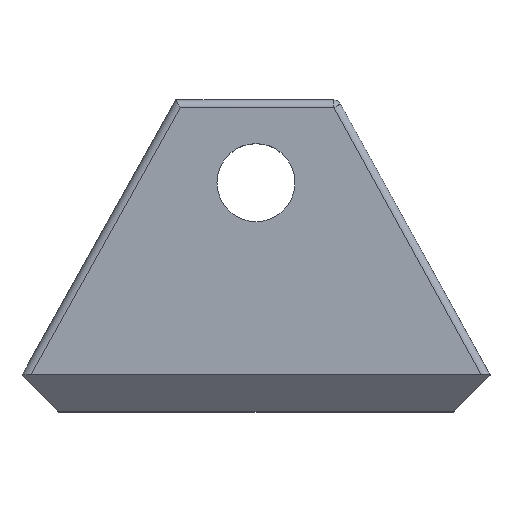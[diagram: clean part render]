
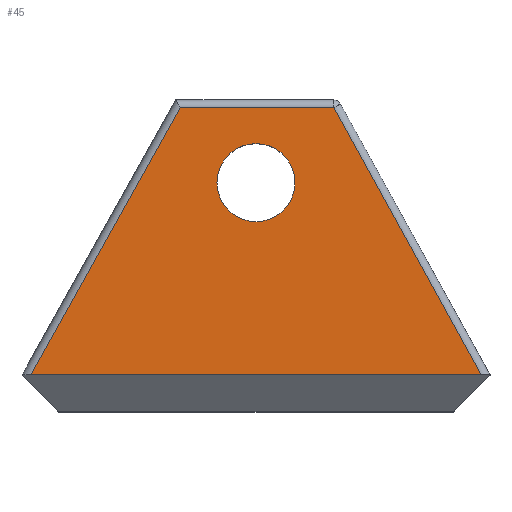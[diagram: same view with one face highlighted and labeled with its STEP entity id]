
A CAD part, top view. The second image highlights one B-rep face of the part: STEP entity #45.
In plain terms, the highlighted planar face has unit normal (0, 0, 1).
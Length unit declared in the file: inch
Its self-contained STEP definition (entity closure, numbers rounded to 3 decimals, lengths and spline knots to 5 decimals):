
#8 = ORIENTED_EDGE ( 'NONE', *, *, #637, .T. ) ;
#17 = ORIENTED_EDGE ( 'NONE', *, *, #701, .T. ) ;
#44 = VERTEX_POINT ( 'NONE', #412 ) ;
#45 = ADVANCED_FACE ( 'NONE', ( #413, #414 ), #417, .F. ) ;
#63 = VERTEX_POINT ( 'NONE', #506 ) ;
#74 = VERTEX_POINT ( 'NONE', #173 ) ;
#80 = LINE ( 'NONE', #81, #82 ) ;
#81 = CARTESIAN_POINT ( 'NONE',  ( 1.9842, 1.73886, 0. ) ) ;
#82 = VECTOR ( 'NONE', #83, 39.37008 ) ;
#83 = DIRECTION ( 'NONE',  ( -0.483, 0.876, 0. ) ) ;
#124 = CARTESIAN_POINT ( 'NONE',  ( 1.01545, 1.713, 0. ) ) ;
#173 = CARTESIAN_POINT ( 'NONE',  ( 2.9429, 0., 0. ) ) ;
#184 = EDGE_CURVE ( 'NONE', #522, #63, #287, .T. ) ;
#205 = CIRCLE ( 'NONE', #206, 0.25 ) ;
#206 = AXIS2_PLACEMENT_3D ( 'NONE', #207, #208, #209 ) ;
#207 = CARTESIAN_POINT ( 'NONE',  ( 1.5, 1.233, 0. ) ) ;
#208 = DIRECTION ( 'NONE',  ( 0., 0., 1. ) ) ;
#209 = DIRECTION ( 'NONE',  ( 1., 0., 0. ) ) ;
#277 = EDGE_CURVE ( 'NONE', #63, #74, #346, .T. ) ;
#287 = LINE ( 'NONE', #288, #289 ) ;
#288 = CARTESIAN_POINT ( 'NONE',  ( 0.79476, 1.31845, 0. ) ) ;
#289 = VECTOR ( 'NONE', #290, 39.37008 ) ;
#290 = DIRECTION ( 'NONE',  ( -0.488, -0.873, 0. ) ) ;
#296 = EDGE_CURVE ( 'NONE', #662, #44, #371, .T. ) ;
#342 = LINE ( 'NONE', #343, #344 ) ;
#343 = CARTESIAN_POINT ( 'NONE',  ( 0.98613, 1.713, 0. ) ) ;
#344 = VECTOR ( 'NONE', #345, 39.37008 ) ;
#345 = DIRECTION ( 'NONE',  ( -1., 0., 0. ) ) ;
#346 = LINE ( 'NONE', #350, #351 ) ;
#347 = EDGE_LOOP ( 'NONE', ( #8, #638, #612, #17 ) ) ;
#348 = ORIENTED_EDGE ( 'NONE', *, *, #296, .F. ) ;
#350 = CARTESIAN_POINT ( 'NONE',  ( 0., 0., 0. ) ) ;
#351 = VECTOR ( 'NONE', #352, 39.37008 ) ;
#352 = DIRECTION ( 'NONE',  ( 1., 0., 0. ) ) ;
#370 = CARTESIAN_POINT ( 'NONE',  ( 1.99846, 1.713, 0. ) ) ;
#371 = CIRCLE ( 'NONE', #372, 0.25 ) ;
#372 = AXIS2_PLACEMENT_3D ( 'NONE', #373, #374, #375 ) ;
#373 = CARTESIAN_POINT ( 'NONE',  ( 1.5, 1.233, 0. ) ) ;
#374 = DIRECTION ( 'NONE',  ( 0., 0., 1. ) ) ;
#375 = DIRECTION ( 'NONE',  ( 1., 0., 0. ) ) ;
#412 = CARTESIAN_POINT ( 'NONE',  ( 1.25, 1.233, 0. ) ) ;
#413 = FACE_BOUND ( 'NONE', #658, .T. ) ;
#414 = FACE_OUTER_BOUND ( 'NONE', #347, .T. ) ;
#417 = PLANE ( 'NONE',  #418 ) ;
#418 = AXIS2_PLACEMENT_3D ( 'NONE', #419, #420, #421 ) ;
#419 = CARTESIAN_POINT ( 'NONE',  ( 0., 1.763, 0. ) ) ;
#420 = DIRECTION ( 'NONE',  ( 0., 0., -1. ) ) ;
#421 = DIRECTION ( 'NONE',  ( -1., 0., 0. ) ) ;
#476 = CARTESIAN_POINT ( 'NONE',  ( 1.75, 1.233, 0. ) ) ;
#506 = CARTESIAN_POINT ( 'NONE',  ( 0.05729, 0., 0. ) ) ;
#522 = VERTEX_POINT ( 'NONE', #124 ) ;
#612 = ORIENTED_EDGE ( 'NONE', *, *, #277, .T. ) ;
#634 = ORIENTED_EDGE ( 'NONE', *, *, #680, .F. ) ;
#637 = EDGE_CURVE ( 'NONE', #699, #522, #342, .T. ) ;
#638 = ORIENTED_EDGE ( 'NONE', *, *, #184, .T. ) ;
#658 = EDGE_LOOP ( 'NONE', ( #348, #634 ) ) ;
#662 = VERTEX_POINT ( 'NONE', #476 ) ;
#680 = EDGE_CURVE ( 'NONE', #44, #662, #205, .T. ) ;
#699 = VERTEX_POINT ( 'NONE', #370 ) ;
#701 = EDGE_CURVE ( 'NONE', #74, #699, #80, .T. ) ;
